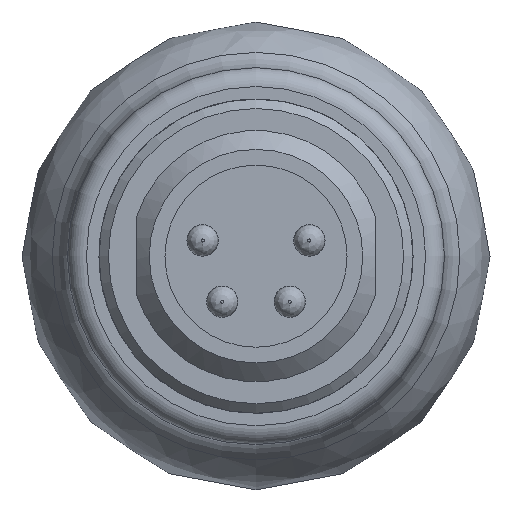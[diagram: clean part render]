
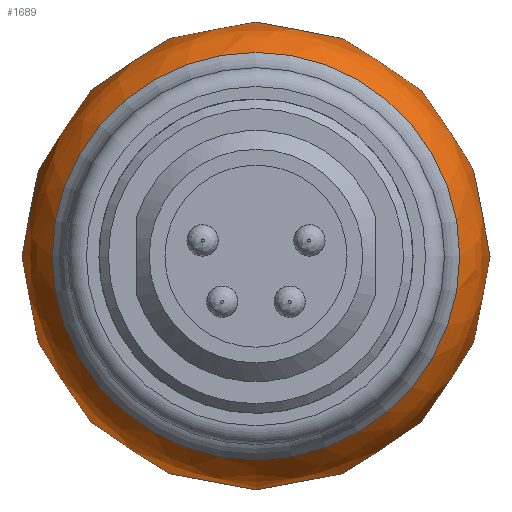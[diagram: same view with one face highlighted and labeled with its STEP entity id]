
A CAD part, left-side view. The second image highlights one B-rep face of the part: STEP entity #1689.
In plain terms, the highlighted free-form (B-spline) face has degree [2, 2] with [3, 9] control points.
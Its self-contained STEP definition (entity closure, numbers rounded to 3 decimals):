
#19=(
BOUNDED_CURVE()
B_SPLINE_CURVE(2,(#3164,#3165,#3166),.UNSPECIFIED.,.F.,.F.)
B_SPLINE_CURVE_WITH_KNOTS((3,3),(-0.713,0.713),
 .UNSPECIFIED.)
CURVE()
GEOMETRIC_REPRESENTATION_ITEM()
RATIONAL_B_SPLINE_CURVE((1.,0.756,1.))
REPRESENTATION_ITEM($)
);
#24=(
BOUNDED_SURFACE()
B_SPLINE_SURFACE(2,2,((#3136,#3137,#3138,#3139,#3140,#3141,#3142,#3143,
#3144),(#3145,#3146,#3147,#3148,#3149,#3150,#3151,#3152,#3153),(#3154,#3155,
#3156,#3157,#3158,#3159,#3160,#3161,#3162)),.UNSPECIFIED.,.F.,.T.,.F.)
B_SPLINE_SURFACE_WITH_KNOTS((3,3),(3,2,2,2,3),(-0.713,0.713),
(-3.142,-1.571,0.,1.571,3.142),
 .UNSPECIFIED.)
GEOMETRIC_REPRESENTATION_ITEM()
RATIONAL_B_SPLINE_SURFACE(((1.,0.707,1.,0.707,1.,
0.707,1.,0.707,1.),(0.756,0.535,
0.756,0.535,0.756,0.535,
0.756,0.535,0.756),(1.,0.707,
1.,0.707,1.,0.707,1.,0.707,1.)))
REPRESENTATION_ITEM($)
SURFACE()
);
#432=FACE_OUTER_BOUND($,#582,.T.);
#582=EDGE_LOOP($,(#1531,#1532,#1533,#1534,#1535,#1536));
#696=CIRCLE($,#1901,6.487);
#697=CIRCLE($,#1902,6.487);
#698=CIRCLE($,#1903,6.487);
#699=CIRCLE($,#1904,6.487);
#856=VERTEX_POINT($,#3132);
#857=VERTEX_POINT($,#3133);
#858=VERTEX_POINT($,#3163);
#859=VERTEX_POINT($,#3167);
#1084=EDGE_CURVE($,#856,#857,#696,.T.);
#1085=EDGE_CURVE($,#857,#856,#697,.T.);
#1086=EDGE_CURVE($,#857,#858,#19,.T.);
#1087=EDGE_CURVE($,#858,#859,#698,.T.);
#1088=EDGE_CURVE($,#859,#858,#699,.T.);
#1531=ORIENTED_EDGE($,*,*,#1084,.F.);
#1532=ORIENTED_EDGE($,*,*,#1085,.F.);
#1533=ORIENTED_EDGE($,*,*,#1086,.T.);
#1534=ORIENTED_EDGE($,*,*,#1087,.T.);
#1535=ORIENTED_EDGE($,*,*,#1088,.T.);
#1536=ORIENTED_EDGE($,*,*,#1086,.F.);
#1689=ADVANCED_FACE($,(#432),#24,.F.);
#1901=AXIS2_PLACEMENT_3D($,#3134,#2387,#2388);
#1902=AXIS2_PLACEMENT_3D($,#3135,#2389,#2390);
#1903=AXIS2_PLACEMENT_3D($,#3168,#2391,#2392);
#1904=AXIS2_PLACEMENT_3D($,#3169,#2393,#2394);
#2387=DIRECTION('center_axis',(1.,0.,0.));
#2388=DIRECTION('ref_axis',(0.,1.,0.));
#2389=DIRECTION('center_axis',(1.,0.,0.));
#2390=DIRECTION('ref_axis',(0.,1.,0.));
#2391=DIRECTION('center_axis',(1.,0.,0.));
#2392=DIRECTION('ref_axis',(0.,1.,0.));
#2393=DIRECTION('center_axis',(1.,0.,0.));
#2394=DIRECTION('ref_axis',(0.,1.,0.));
#3132=CARTESIAN_POINT('',(2.484,5.487,0.));
#3133=CARTESIAN_POINT('',(2.484,-1.,-6.487));
#3134=CARTESIAN_POINT('Origin',(2.484,-1.,0.));
#3135=CARTESIAN_POINT('Origin',(2.484,-1.,0.));
#3136=CARTESIAN_POINT('Ctrl Pts',(2.484,-1.,-6.487));
#3137=CARTESIAN_POINT('Ctrl Pts',(2.484,-7.487,-6.487));
#3138=CARTESIAN_POINT('Ctrl Pts',(2.484,-7.487,0.));
#3139=CARTESIAN_POINT('Ctrl Pts',(2.484,-7.487,6.487));
#3140=CARTESIAN_POINT('Ctrl Pts',(2.484,-1.,6.487));
#3141=CARTESIAN_POINT('Ctrl Pts',(2.484,5.487,6.487));
#3142=CARTESIAN_POINT('Ctrl Pts',(2.484,5.487,0.));
#3143=CARTESIAN_POINT('Ctrl Pts',(2.484,5.487,-6.487));
#3144=CARTESIAN_POINT('Ctrl Pts',(2.484,-1.,-6.487));
#3145=CARTESIAN_POINT('Ctrl Pts',(-0.1,-1.,
-8.723));
#3146=CARTESIAN_POINT('Ctrl Pts',(-0.1,-9.723,
-8.723));
#3147=CARTESIAN_POINT('Ctrl Pts',(-0.1,-9.723,
0.));
#3148=CARTESIAN_POINT('Ctrl Pts',(-0.1,-9.723,
8.723));
#3149=CARTESIAN_POINT('Ctrl Pts',(-0.1,-1.,
8.723));
#3150=CARTESIAN_POINT('Ctrl Pts',(-0.1,7.723,
8.723));
#3151=CARTESIAN_POINT('Ctrl Pts',(-0.1,7.723,
0.));
#3152=CARTESIAN_POINT('Ctrl Pts',(-0.1,7.723,-8.723));
#3153=CARTESIAN_POINT('Ctrl Pts',(-0.1,-1.,
-8.723));
#3154=CARTESIAN_POINT('Ctrl Pts',(-2.684,-1.,
-6.487));
#3155=CARTESIAN_POINT('Ctrl Pts',(-2.684,-7.487,-6.487));
#3156=CARTESIAN_POINT('Ctrl Pts',(-2.684,-7.487,0.));
#3157=CARTESIAN_POINT('Ctrl Pts',(-2.684,-7.487,6.487));
#3158=CARTESIAN_POINT('Ctrl Pts',(-2.684,-1.,
6.487));
#3159=CARTESIAN_POINT('Ctrl Pts',(-2.684,5.487,6.487));
#3160=CARTESIAN_POINT('Ctrl Pts',(-2.684,5.487,0.));
#3161=CARTESIAN_POINT('Ctrl Pts',(-2.684,5.487,-6.487));
#3162=CARTESIAN_POINT('Ctrl Pts',(-2.684,-1.,
-6.487));
#3163=CARTESIAN_POINT('',(-2.684,-1.,-6.487));
#3164=CARTESIAN_POINT('Ctrl Pts',(2.484,-1.,-6.487));
#3165=CARTESIAN_POINT('Ctrl Pts',(-0.1,-1.,
-8.723));
#3166=CARTESIAN_POINT('Ctrl Pts',(-2.684,-1.,
-6.487));
#3167=CARTESIAN_POINT('',(-2.684,5.487,0.));
#3168=CARTESIAN_POINT('Origin',(-2.684,-1.,0.));
#3169=CARTESIAN_POINT('Origin',(-2.684,-1.,0.));
